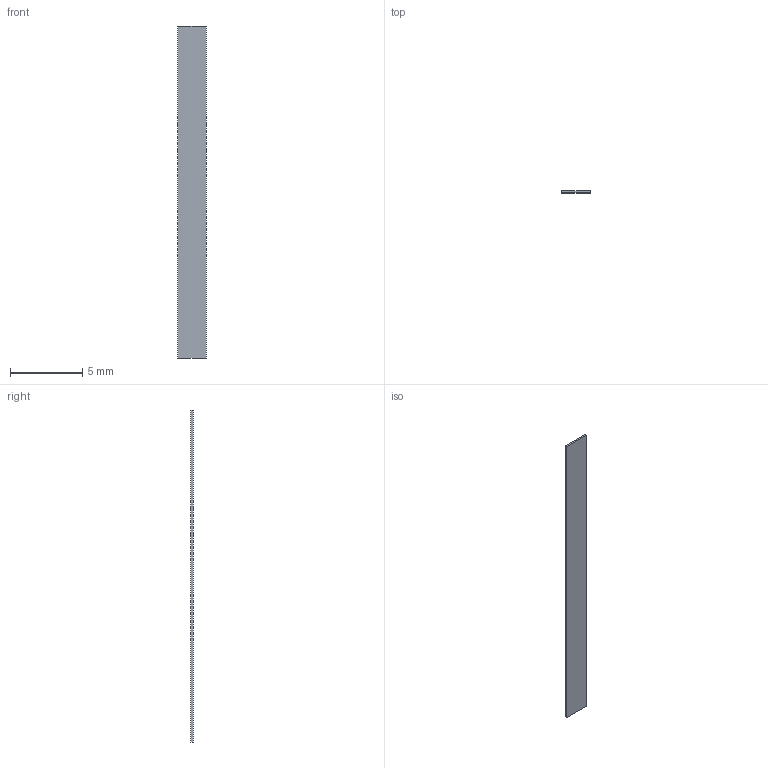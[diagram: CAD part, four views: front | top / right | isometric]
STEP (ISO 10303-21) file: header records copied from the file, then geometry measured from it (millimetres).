
FILE_DESCRIPTION (( 'STEP AP214' ), '1' );
FILE_NAME ('Jumper_TabWire-2mmx32mm.STEP', '2018-11-29T20:57:25', ( '' ), ( '' ), 'SwSTEP 2.0', 'SolidWorks 2017', '' );
FILE_SCHEMA (( 'AUTOMOTIVE_DESIGN' ));
Length unit declared in the file: millimetre
Products named in the file (2): Jumper_TabWire-2mmx32mm
Bounding box: 2 x 0.15 x 23 mm (x, y, z)
Volume: 6.9 mm3; surface area: 99.5 mm2
Topology: 1 solids, 1 shells, 6 faces, 12 edges, 8 vertices
Faces by surface type: plane 6
Entity records: 271 total; most frequent: DIRECTION 28, CARTESIAN_POINT 28, ORIENTED_EDGE 24, VECTOR 12, EDGE_CURVE 12, LINE 12, UNCERTAINTY_MEASURE_WITH_UNIT 9, COLOUR_RGB 8
